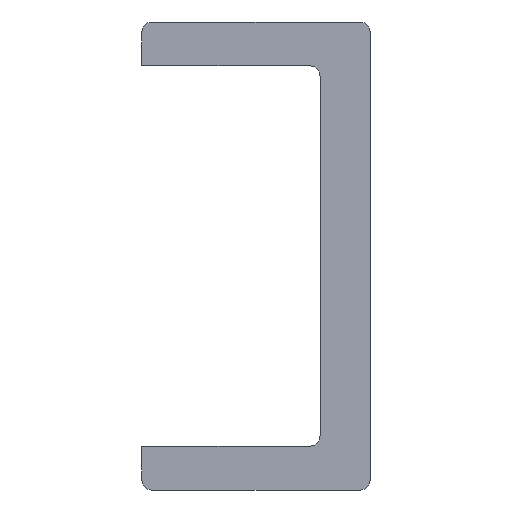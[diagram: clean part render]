
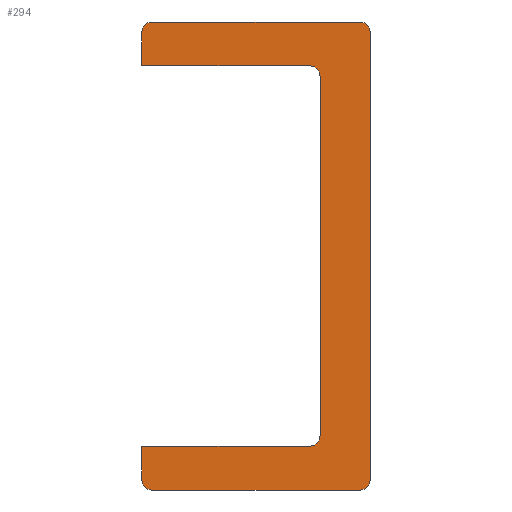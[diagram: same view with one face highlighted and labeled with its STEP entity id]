
A CAD part, front view. The second image highlights one B-rep face of the part: STEP entity #294.
In plain terms, the highlighted planar face has unit normal (0, -1, 0).
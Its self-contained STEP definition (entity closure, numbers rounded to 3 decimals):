
#294 = ADVANCED_FACE( '', ( #664 ), #665, .F. );
#664 = FACE_OUTER_BOUND( '', #1119, .T. );
#665 = PLANE( '', #1120 );
#1119 = EDGE_LOOP( '', ( #1791, #1792, #1793, #1794, #1795, #1796, #1797, #1798, #1799, #1800, #1801, #1802, #1803, #1804 ) );
#1120 = AXIS2_PLACEMENT_3D( '', #1805, #1806, #1807 );
#1791 = ORIENTED_EDGE( '', *, *, #2182, .F. );
#1792 = ORIENTED_EDGE( '', *, *, #2107, .T. );
#1793 = ORIENTED_EDGE( '', *, *, #2118, .F. );
#1794 = ORIENTED_EDGE( '', *, *, #2115, .T. );
#1795 = ORIENTED_EDGE( '', *, *, #2067, .F. );
#1796 = ORIENTED_EDGE( '', *, *, #1960, .F. );
#1797 = ORIENTED_EDGE( '', *, *, #1944, .F. );
#1798 = ORIENTED_EDGE( '', *, *, #2183, .F. );
#1799 = ORIENTED_EDGE( '', *, *, #2142, .F. );
#1800 = ORIENTED_EDGE( '', *, *, #2132, .F. );
#1801 = ORIENTED_EDGE( '', *, *, #2084, .F. );
#1802 = ORIENTED_EDGE( '', *, *, #2172, .T. );
#1803 = ORIENTED_EDGE( '', *, *, #1974, .F. );
#1804 = ORIENTED_EDGE( '', *, *, #1957, .T. );
#1805 = CARTESIAN_POINT( '', ( -10.5, 0., 21.5 ) );
#1806 = DIRECTION( '', ( 0., 1., 0. ) );
#1807 = DIRECTION( '', ( 0., 0., 1. ) );
#1944 = EDGE_CURVE( '', #2204, #2205, #2206, .T. );
#1957 = EDGE_CURVE( '', #2228, #2226, #2229, .F. );
#1960 = EDGE_CURVE( '', #2205, #2232, #2233, .T. );
#1974 = EDGE_CURVE( '', #2228, #2255, #2256, .T. );
#2067 = EDGE_CURVE( '', #2232, #2407, #2408, .T. );
#2084 = EDGE_CURVE( '', #2432, #2434, #2435, .T. );
#2107 = EDGE_CURVE( '', #2471, #2469, #2472, .F. );
#2115 = EDGE_CURVE( '', #2483, #2407, #2484, .F. );
#2118 = EDGE_CURVE( '', #2483, #2469, #2487, .T. );
#2132 = EDGE_CURVE( '', #2434, #2508, #2509, .T. );
#2142 = EDGE_CURVE( '', #2508, #2523, #2524, .T. );
#2172 = EDGE_CURVE( '', #2432, #2255, #2568, .F. );
#2182 = EDGE_CURVE( '', #2471, #2226, #2582, .T. );
#2183 = EDGE_CURVE( '', #2523, #2204, #2583, .T. );
#2204 = VERTEX_POINT( '', #2610 );
#2205 = VERTEX_POINT( '', #2611 );
#2206 = CIRCLE( '', #2612, 1. );
#2226 = VERTEX_POINT( '', #2634 );
#2228 = VERTEX_POINT( '', #2637 );
#2229 = CIRCLE( '', #2638, 0.9 );
#2232 = VERTEX_POINT( '', #2642 );
#2233 = LINE( '', #2643, #2644 );
#2255 = VERTEX_POINT( '', #2669 );
#2256 = LINE( '', #2670, #2671 );
#2407 = VERTEX_POINT( '', #2829 );
#2408 = LINE( '', #2830, #2831 );
#2432 = VERTEX_POINT( '', #2856 );
#2434 = VERTEX_POINT( '', #2859 );
#2435 = LINE( '', #2860, #2861 );
#2469 = VERTEX_POINT( '', #2896 );
#2471 = VERTEX_POINT( '', #2899 );
#2472 = CIRCLE( '', #2900, 0.9 );
#2483 = VERTEX_POINT( '', #2912 );
#2484 = CIRCLE( '', #2913, 0.9 );
#2487 = LINE( '', #2917, #2918 );
#2508 = VERTEX_POINT( '', #2939 );
#2509 = LINE( '', #2940, #2941 );
#2523 = VERTEX_POINT( '', #2956 );
#2524 = CIRCLE( '', #2957, 1. );
#2568 = CIRCLE( '', #3002, 0.9 );
#2582 = LINE( '', #3016, #3017 );
#2583 = LINE( '', #3018, #3019 );
#2610 = CARTESIAN_POINT( '', ( 5.9, 0., 16.5 ) );
#2611 = CARTESIAN_POINT( '', ( 4.9, 0., 17.5 ) );
#2612 = AXIS2_PLACEMENT_3D( '', #3046, #3047, #3048 );
#2634 = CARTESIAN_POINT( '', ( 10.5, 0., -20.6 ) );
#2637 = CARTESIAN_POINT( '', ( 9.6, 0., -21.5 ) );
#2638 = AXIS2_PLACEMENT_3D( '', #3070, #3071, #3072 );
#2642 = CARTESIAN_POINT( '', ( -10.5, 0., 17.5 ) );
#2643 = CARTESIAN_POINT( '', ( 4.9, 0., 17.5 ) );
#2644 = VECTOR( '', #3074, 1000. );
#2669 = CARTESIAN_POINT( '', ( -9.6, 0., -21.5 ) );
#2670 = CARTESIAN_POINT( '', ( 10.5, 0., -21.5 ) );
#2671 = VECTOR( '', #3096, 1000. );
#2829 = CARTESIAN_POINT( '', ( -10.5, 0., 20.6 ) );
#2830 = CARTESIAN_POINT( '', ( -10.5, 0., -21.5 ) );
#2831 = VECTOR( '', #3266, 1000. );
#2856 = CARTESIAN_POINT( '', ( -10.5, 0., -20.6 ) );
#2859 = CARTESIAN_POINT( '', ( -10.5, 0., -17.5 ) );
#2860 = CARTESIAN_POINT( '', ( -10.5, 0., -21.5 ) );
#2861 = VECTOR( '', #3293, 1000. );
#2896 = CARTESIAN_POINT( '', ( 9.6, 0., 21.5 ) );
#2899 = CARTESIAN_POINT( '', ( 10.5, 0., 20.6 ) );
#2900 = AXIS2_PLACEMENT_3D( '', #3332, #3333, #3334 );
#2912 = CARTESIAN_POINT( '', ( -9.6, 0., 21.5 ) );
#2913 = AXIS2_PLACEMENT_3D( '', #3345, #3346, #3347 );
#2917 = CARTESIAN_POINT( '', ( -10.5, 0., 21.5 ) );
#2918 = VECTOR( '', #3349, 1000. );
#2939 = CARTESIAN_POINT( '', ( 4.9, 0., -17.5 ) );
#2940 = CARTESIAN_POINT( '', ( 4.9, 0., -17.5 ) );
#2941 = VECTOR( '', #3371, 1000. );
#2956 = CARTESIAN_POINT( '', ( 5.9, 0., -16.5 ) );
#2957 = AXIS2_PLACEMENT_3D( '', #3385, #3386, #3387 );
#3002 = AXIS2_PLACEMENT_3D( '', #3431, #3432, #3433 );
#3016 = CARTESIAN_POINT( '', ( 10.5, 0., 21.5 ) );
#3017 = VECTOR( '', #3446, 1000. );
#3018 = CARTESIAN_POINT( '', ( 5.9, 0., 16.5 ) );
#3019 = VECTOR( '', #3447, 1000. );
#3046 = CARTESIAN_POINT( '', ( 4.9, 0., 16.5 ) );
#3047 = DIRECTION( '', ( 0., -1., 0. ) );
#3048 = DIRECTION( '', ( -1., 0., 0. ) );
#3070 = CARTESIAN_POINT( '', ( 9.6, 0., -20.6 ) );
#3071 = DIRECTION( '', ( 0., 1., 0. ) );
#3072 = DIRECTION( '', ( 0., 0., 1. ) );
#3074 = DIRECTION( '', ( -1., 0., 0. ) );
#3096 = DIRECTION( '', ( -1., 0., 0. ) );
#3266 = DIRECTION( '', ( 0., 0., 1. ) );
#3293 = DIRECTION( '', ( 0., 0., 1. ) );
#3332 = CARTESIAN_POINT( '', ( 9.6, 0., 20.6 ) );
#3333 = DIRECTION( '', ( 0., 1., 0. ) );
#3334 = DIRECTION( '', ( 0., 0., 1. ) );
#3345 = CARTESIAN_POINT( '', ( -9.6, 0., 20.6 ) );
#3346 = DIRECTION( '', ( 0., 1., 0. ) );
#3347 = DIRECTION( '', ( 0., 0., 1. ) );
#3349 = DIRECTION( '', ( 1., 0., 0. ) );
#3371 = DIRECTION( '', ( 1., 0., 0. ) );
#3385 = CARTESIAN_POINT( '', ( 4.9, 0., -16.5 ) );
#3386 = DIRECTION( '', ( 0., -1., 0. ) );
#3387 = DIRECTION( '', ( -1., 0., 0. ) );
#3431 = CARTESIAN_POINT( '', ( -9.6, 0., -20.6 ) );
#3432 = DIRECTION( '', ( 0., 1., 0. ) );
#3433 = DIRECTION( '', ( 0., 0., 1. ) );
#3446 = DIRECTION( '', ( 0., 0., -1. ) );
#3447 = DIRECTION( '', ( 0., 0., 1. ) );
